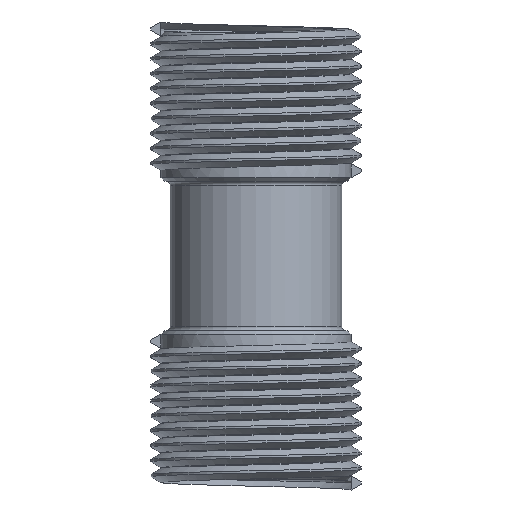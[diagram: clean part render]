
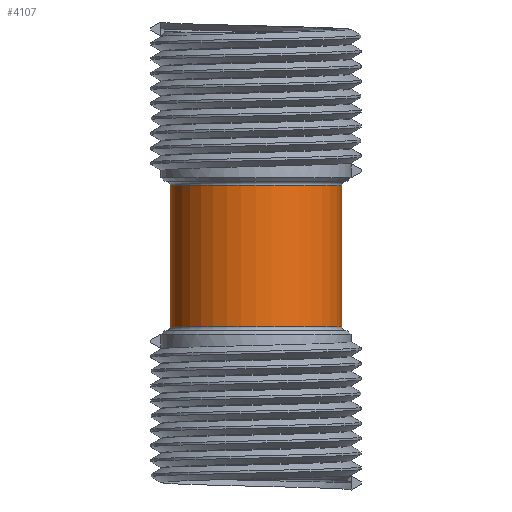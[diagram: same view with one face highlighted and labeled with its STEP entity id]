
A CAD part, front view. The second image highlights one B-rep face of the part: STEP entity #4107.
In plain terms, the highlighted cylindrical face has radius 23 mm (diameter 46 mm), a partial arc.
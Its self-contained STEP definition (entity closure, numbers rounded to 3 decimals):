
#52 = ORIENTED_EDGE ( 'NONE', *, *, #1219, .F. ) ;
#488 = LINE ( 'NONE', #4435, #1603 ) ;
#808 = FACE_OUTER_BOUND ( 'NONE', #5116, .T. ) ;
#1219 = EDGE_CURVE ( 'NONE', #3322, #5958, #488, .T. ) ;
#1474 = ORIENTED_EDGE ( 'NONE', *, *, #2399, .T. ) ;
#1602 = ORIENTED_EDGE ( 'NONE', *, *, #7120, .T. ) ;
#1603 = VECTOR ( 'NONE', #5174, 1000. ) ;
#1764 = CARTESIAN_POINT ( 'NONE',  ( 0., 0., -19. ) ) ;
#2091 = CARTESIAN_POINT ( 'NONE',  ( 0., 0., 0. ) ) ;
#2399 = EDGE_CURVE ( 'NONE', #3322, #6325, #5098, .T. ) ;
#2918 = ORIENTED_EDGE ( 'NONE', *, *, #8226, .T. ) ;
#2964 = DIRECTION ( 'NONE',  ( 0., 0., 1. ) ) ;
#3072 = CARTESIAN_POINT ( 'NONE',  ( -23., 0., 19. ) ) ;
#3322 = VERTEX_POINT ( 'NONE', #5362 ) ;
#3330 = CARTESIAN_POINT ( 'NONE',  ( 23., 0., -19. ) ) ;
#3527 = DIRECTION ( 'NONE',  ( 0., 0., 1. ) ) ;
#4107 = ADVANCED_FACE ( 'NONE', ( #808 ), #8089, .T. ) ;
#4435 = CARTESIAN_POINT ( 'NONE',  ( -23., 0., 0. ) ) ;
#4576 = VECTOR ( 'NONE', #3527, 1000. ) ;
#4756 = DIRECTION ( 'NONE',  ( 0., 0., 1. ) ) ;
#4930 = VERTEX_POINT ( 'NONE', #5154 ) ;
#5000 = CARTESIAN_POINT ( 'NONE',  ( 23., 0., 0. ) ) ;
#5098 = CIRCLE ( 'NONE', #7908, 23. ) ;
#5116 = EDGE_LOOP ( 'NONE', ( #52, #1474, #1602, #2918 ) ) ;
#5154 = CARTESIAN_POINT ( 'NONE',  ( 23., 0., 19. ) ) ;
#5174 = DIRECTION ( 'NONE',  ( 0., 0., 1. ) ) ;
#5362 = CARTESIAN_POINT ( 'NONE',  ( -23., 0., -19. ) ) ;
#5616 = AXIS2_PLACEMENT_3D ( 'NONE', #2091, #4756, #6757 ) ;
#5958 = VERTEX_POINT ( 'NONE', #3072 ) ;
#6325 = VERTEX_POINT ( 'NONE', #3330 ) ;
#6757 = DIRECTION ( 'NONE',  ( 1., 0., 0. ) ) ;
#6927 = AXIS2_PLACEMENT_3D ( 'NONE', #6980, #7645, #8299 ) ;
#6980 = CARTESIAN_POINT ( 'NONE',  ( 0., 0., 19. ) ) ;
#7014 = LINE ( 'NONE', #5000, #4576 ) ;
#7120 = EDGE_CURVE ( 'NONE', #6325, #4930, #7014, .T. ) ;
#7220 = CIRCLE ( 'NONE', #6927, 23. ) ;
#7645 = DIRECTION ( 'NONE',  ( 0., 0., -1. ) ) ;
#7908 = AXIS2_PLACEMENT_3D ( 'NONE', #1764, #2964, #8298 ) ;
#8089 = CYLINDRICAL_SURFACE ( 'NONE', #5616, 23. ) ;
#8226 = EDGE_CURVE ( 'NONE', #4930, #5958, #7220, .T. ) ;
#8298 = DIRECTION ( 'NONE',  ( 1., 0., 0. ) ) ;
#8299 = DIRECTION ( 'NONE',  ( -1., 0., 0. ) ) ;
